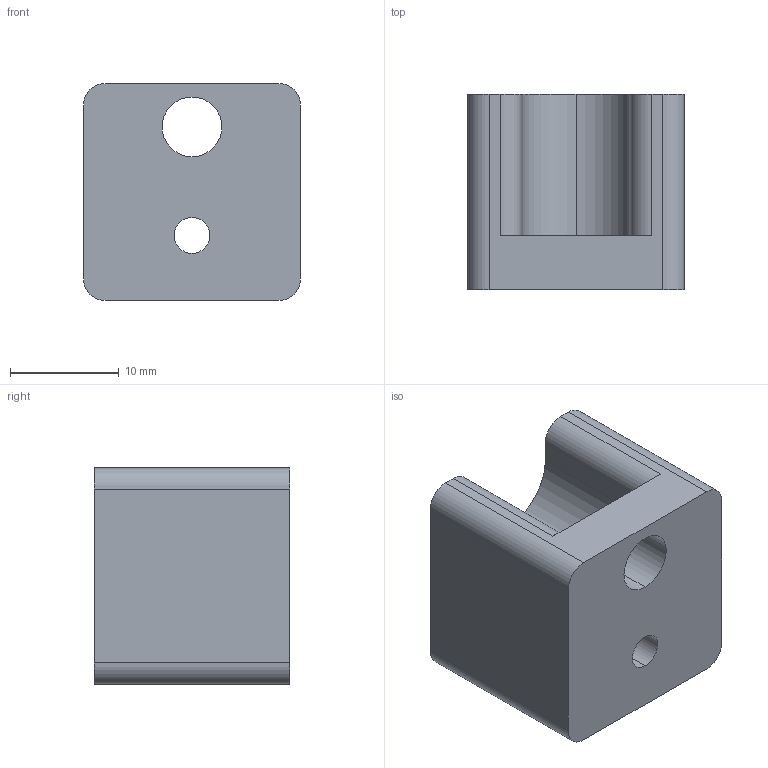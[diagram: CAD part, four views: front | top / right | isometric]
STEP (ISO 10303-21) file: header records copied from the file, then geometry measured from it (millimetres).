
FILE_DESCRIPTION (( 'STEP AP203' ), '1' );
FILE_NAME ('TT_Y_前（2件）.STEP', '2023-07-19T05:38:21', ( 'Leo' ), ( '' ), 'SwSTEP 2.0', 'SolidWorks 2018', '' );
FILE_SCHEMA (( 'CONFIG_CONTROL_DESIGN' ));
Length unit declared in the file: millimetre
Products named in the file (1): TT_Y_ヶㄗ2璃ㄘ
Bounding box: 20 x 18 x 20 mm (x, y, z)
Volume: 5812.6 mm3; surface area: 2535.6 mm2
Topology: 1 solids, 1 shells, 21 faces, 57 edges, 38 vertices
Faces by surface type: cylinder 12, plane 9
Entity records: 760 total; most frequent: DIRECTION 125, CARTESIAN_POINT 117, ORIENTED_EDGE 114, EDGE_CURVE 57, AXIS2_PLACEMENT_3D 46, VERTEX_POINT 38, VECTOR 33, LINE 33
